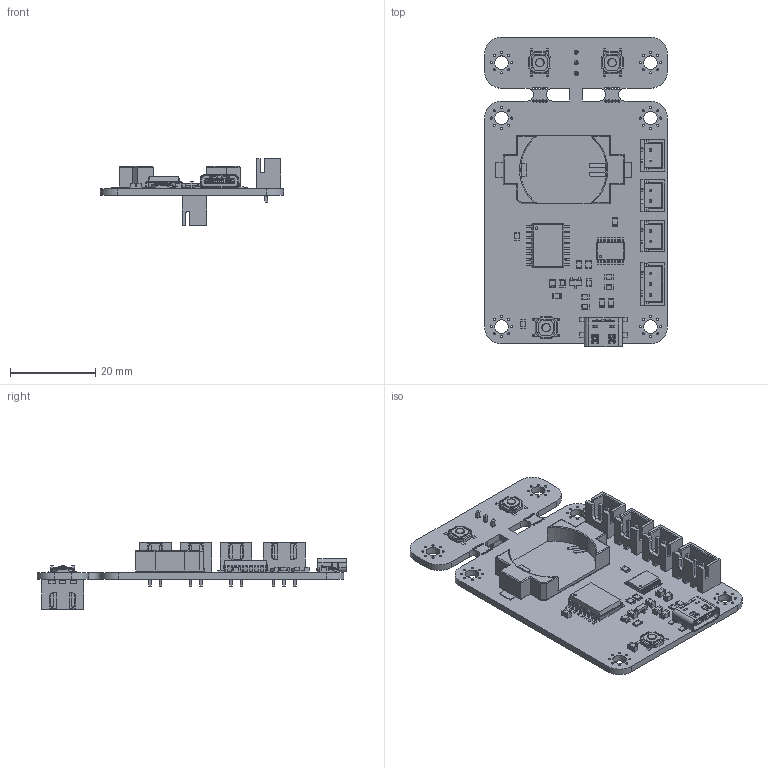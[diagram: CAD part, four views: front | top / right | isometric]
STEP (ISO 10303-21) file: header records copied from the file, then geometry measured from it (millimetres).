
FILE_DESCRIPTION(('KiCad electronic assembly'),'2;1');
FILE_NAME('Floppy voltmeter clock.step','2024-12-13T18:14:46',('Pcbnew') ,('Kicad'),'Open CASCADE STEP processor 7.8','KiCad to STEP converter' ,'Unknown');
FILE_SCHEMA(('AUTOMOTIVE_DESIGN { 1 0 10303 214 1 1 1 1 }'));
Length unit declared in the file: millimetre
Products named in the file (24): Floppy voltmeter clock 1; JST_XH_B2B-XH-A_1x02_P2.50mm_Vertical; JST_B2B_XH_A; USB-C 6P SMD; JST_XH_B3B-XH-A_1x03_P2.50mm_Vertical; JST_B3B_XH_A; C_0805_2012Metric; smd button; TS-1187A v2; TSSOP-20_4.4x6.5mm_P0.65mm; TSSOP_20_44x65mm_P065mm; SOT-23; SOT_23; SOIC-16W_7.5x10.3mm_P1.27mm; SOIC_16W_75x103mm_P127mm; R_0805_2012Metric; BatteryHolder_Keystone_1060_1x2032; Keystone_1060_1x2032; LED_0805_2012Metric; Floppy voltmeter clock_PCB
Assembly tree (40 placements, depth 3):
  Floppy voltmeter clock 1
    JST_XH_B2B-XH-A_1x02_P2.50mm_Vertical  x3
      JST_B2B_XH_A
    USB-C 6P SMD
      USB-C 6P SMD
    JST_XH_B3B-XH-A_1x03_P2.50mm_Vertical  x2
      JST_B3B_XH_A
    C_0805_2012Metric  x8
      C_0805_2012Metric
    smd button  x3
      TS-1187A v2
    TSSOP-20_4.4x6.5mm_P0.65mm
      TSSOP_20_44x65mm_P065mm
    SOT-23
      SOT_23
    SOIC-16W_7.5x10.3mm_P1.27mm
      SOIC_16W_75x103mm_P127mm
    R_0805_2012Metric  x6
      R_0805_2012Metric
    BatteryHolder_Keystone_1060_1x2032
      Keystone_1060_1x2032
    LED_0805_2012Metric
      LED_0805_2012Metric
    Floppy voltmeter clock_PCB
Bounding box: 43 x 72.73 x 15.7 mm (x, y, z)
Volume: 6777.5 mm3; surface area: 11539.3 mm2
Topology: 66 solids, 66 shells, 2931 faces, 7695 edges, 4948 vertices
Faces by surface type: plane 2090, cylinder 602, bspline 225, cone 11, torus 3
Full cylindrical faces by diameter (mm): 0.5 x69, 0.6 x1, 0.95 x6, 1 x6, 2 x6, 3.2 x6
Entity records: 71873 total; most frequent: CARTESIAN_POINT 13492, ORIENTED_EDGE 10800, DIRECTION 9603, EDGE_CURVE 5400, LINE 4217, VECTOR 4217, VERTEX_POINT 3454, AXIS2_PLACEMENT_3D 2693
